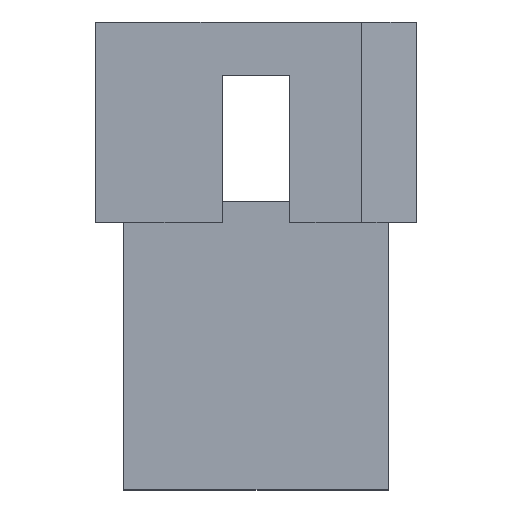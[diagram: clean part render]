
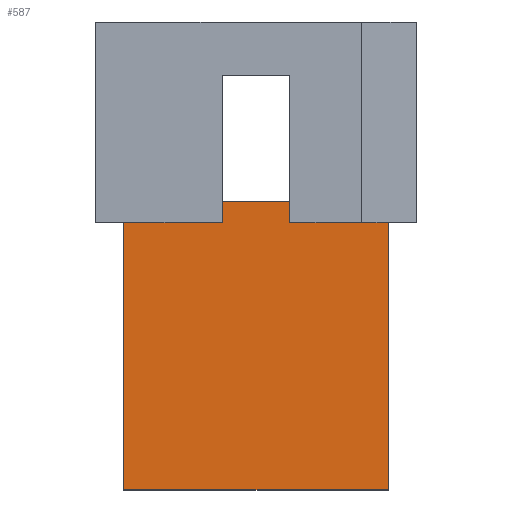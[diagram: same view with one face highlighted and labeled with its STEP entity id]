
A CAD part, top view. The second image highlights one B-rep face of the part: STEP entity #587.
In plain terms, the highlighted planar face has unit normal (0, 0, 1).
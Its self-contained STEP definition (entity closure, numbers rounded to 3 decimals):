
#1 = EDGE_CURVE ( 'NONE', #1675, #3197, #480, .T. ) ;
#53 = CARTESIAN_POINT ( 'NONE',  ( 5.563, 0., 2.54 ) ) ;
#86 = CARTESIAN_POINT ( 'NONE',  ( 2.362, 0., 2.54 ) ) ;
#203 = CARTESIAN_POINT ( 'NONE',  ( 0., 1.016, 2.54 ) ) ;
#204 = ORIENTED_EDGE ( 'NONE', *, *, #3412, .F. ) ;
#292 = EDGE_CURVE ( 'NONE', #3266, #2036, #2334, .T. ) ;
#321 = CARTESIAN_POINT ( 'NONE',  ( 5.563, 1.016, 2.54 ) ) ;
#350 = CARTESIAN_POINT ( 'NONE',  ( 2.362, 6.985, 2.54 ) ) ;
#412 = DIRECTION ( 'NONE',  ( 0., 1., 0. ) ) ;
#454 = DIRECTION ( 'NONE',  ( 1., 0., 0. ) ) ;
#458 = LINE ( 'NONE', #837, #1474 ) ;
#480 = LINE ( 'NONE', #1006, #810 ) ;
#502 = VECTOR ( 'NONE', #412, 1000. ) ;
#559 = VERTEX_POINT ( 'NONE', #1081 ) ;
#587 = ADVANCED_FACE ( 'NONE', ( #1554 ), #2538, .T. ) ;
#810 = VECTOR ( 'NONE', #1021, 1000. ) ;
#837 = CARTESIAN_POINT ( 'NONE',  ( -2.324, -12.7, 2.54 ) ) ;
#1006 = CARTESIAN_POINT ( 'NONE',  ( -2.324, 0., 2.54 ) ) ;
#1021 = DIRECTION ( 'NONE',  ( 1., 0., 0. ) ) ;
#1081 = CARTESIAN_POINT ( 'NONE',  ( -2.324, -12.7, 2.54 ) ) ;
#1116 = CARTESIAN_POINT ( 'NONE',  ( 10.249, -12.7, 2.54 ) ) ;
#1181 = ORIENTED_EDGE ( 'NONE', *, *, #2945, .T. ) ;
#1237 = ORIENTED_EDGE ( 'NONE', *, *, #3094, .T. ) ;
#1339 = ORIENTED_EDGE ( 'NONE', *, *, #1, .F. ) ;
#1421 = DIRECTION ( 'NONE',  ( 0., 1., 0. ) ) ;
#1422 = VECTOR ( 'NONE', #2792, 1000. ) ;
#1425 = VECTOR ( 'NONE', #2282, 1000. ) ;
#1474 = VECTOR ( 'NONE', #3142, 1000. ) ;
#1519 = DIRECTION ( 'NONE',  ( 0., -1., 0. ) ) ;
#1554 = FACE_OUTER_BOUND ( 'NONE', #3294, .T. ) ;
#1579 = ORIENTED_EDGE ( 'NONE', *, *, #2559, .T. ) ;
#1669 = AXIS2_PLACEMENT_3D ( 'NONE', #1962, #2553, #454 ) ;
#1675 = VERTEX_POINT ( 'NONE', #2501 ) ;
#1687 = CARTESIAN_POINT ( 'NONE',  ( -2.324, -12.7, 2.54 ) ) ;
#1807 = CARTESIAN_POINT ( 'NONE',  ( 10.249, 0., 2.54 ) ) ;
#1875 = CARTESIAN_POINT ( 'NONE',  ( 5.563, 6.985, 2.54 ) ) ;
#1962 = CARTESIAN_POINT ( 'NONE',  ( -2.324, -12.7, 2.54 ) ) ;
#2024 = LINE ( 'NONE', #203, #3304 ) ;
#2036 = VERTEX_POINT ( 'NONE', #1807 ) ;
#2038 = CARTESIAN_POINT ( 'NONE',  ( 2.362, 1.016, 2.54 ) ) ;
#2124 = VECTOR ( 'NONE', #1519, 1000. ) ;
#2177 = LINE ( 'NONE', #1875, #502 ) ;
#2212 = LINE ( 'NONE', #1687, #1425 ) ;
#2218 = ORIENTED_EDGE ( 'NONE', *, *, #3375, .F. ) ;
#2244 = DIRECTION ( 'NONE',  ( 1., 0., 0. ) ) ;
#2282 = DIRECTION ( 'NONE',  ( 1., 0., 0. ) ) ;
#2334 = LINE ( 'NONE', #1116, #3693 ) ;
#2406 = VERTEX_POINT ( 'NONE', #2038 ) ;
#2457 = CARTESIAN_POINT ( 'NONE',  ( -2.324, 0., 2.54 ) ) ;
#2501 = CARTESIAN_POINT ( 'NONE',  ( -2.324, 0., 2.54 ) ) ;
#2538 = PLANE ( 'NONE',  #1669 ) ;
#2553 = DIRECTION ( 'NONE',  ( 0., 0., 1. ) ) ;
#2559 = EDGE_CURVE ( 'NONE', #3087, #2978, #2177, .T. ) ;
#2649 = CARTESIAN_POINT ( 'NONE',  ( 10.249, -12.7, 2.54 ) ) ;
#2792 = DIRECTION ( 'NONE',  ( 1., 0., 0. ) ) ;
#2886 = EDGE_CURVE ( 'NONE', #559, #1675, #458, .T. ) ;
#2945 = EDGE_CURVE ( 'NONE', #559, #3266, #2212, .T. ) ;
#2978 = VERTEX_POINT ( 'NONE', #321 ) ;
#3030 = LINE ( 'NONE', #2457, #1422 ) ;
#3084 = ORIENTED_EDGE ( 'NONE', *, *, #2886, .F. ) ;
#3087 = VERTEX_POINT ( 'NONE', #53 ) ;
#3094 = EDGE_CURVE ( 'NONE', #2406, #3197, #3484, .T. ) ;
#3142 = DIRECTION ( 'NONE',  ( 0., 1., 0. ) ) ;
#3197 = VERTEX_POINT ( 'NONE', #86 ) ;
#3266 = VERTEX_POINT ( 'NONE', #2649 ) ;
#3294 = EDGE_LOOP ( 'NONE', ( #1339, #3084, #1181, #3577, #2218, #1579, #204, #1237 ) ) ;
#3304 = VECTOR ( 'NONE', #2244, 1000. ) ;
#3375 = EDGE_CURVE ( 'NONE', #3087, #2036, #3030, .T. ) ;
#3412 = EDGE_CURVE ( 'NONE', #2406, #2978, #2024, .T. ) ;
#3484 = LINE ( 'NONE', #350, #2124 ) ;
#3577 = ORIENTED_EDGE ( 'NONE', *, *, #292, .T. ) ;
#3693 = VECTOR ( 'NONE', #1421, 1000. ) ;
